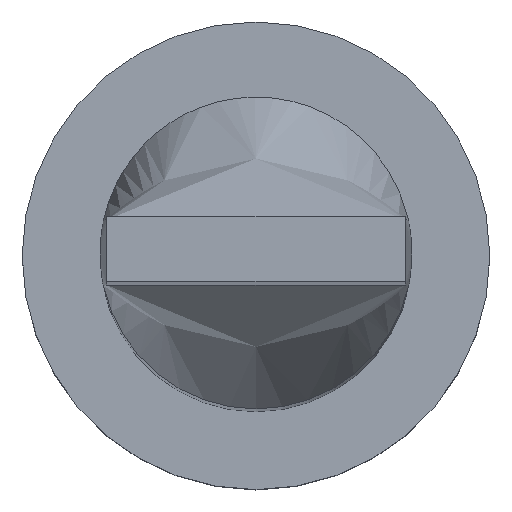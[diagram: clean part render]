
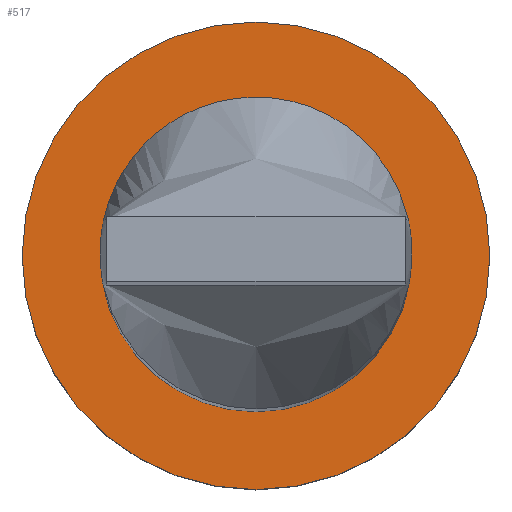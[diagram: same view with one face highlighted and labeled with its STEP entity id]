
A CAD part, top view. The second image highlights one B-rep face of the part: STEP entity #517.
In plain terms, the highlighted planar face has unit normal (0, 0, 1).
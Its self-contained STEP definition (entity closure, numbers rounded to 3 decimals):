
#40 = EDGE_CURVE ( 'NONE', #205, #430, #507, .T. ) ;
#41 = CARTESIAN_POINT ( 'NONE',  ( 0., 0., 7. ) ) ;
#53 = DIRECTION ( 'NONE',  ( 1., 0., 0. ) ) ;
#65 = DIRECTION ( 'NONE',  ( 0., 0., 1. ) ) ;
#83 = EDGE_CURVE ( 'NONE', #558, #447, #184, .T. ) ;
#107 = EDGE_CURVE ( 'NONE', #430, #205, #252, .T. ) ;
#116 = ORIENTED_EDGE ( 'NONE', *, *, #107, .T. ) ;
#127 = ORIENTED_EDGE ( 'NONE', *, *, #83, .F. ) ;
#178 = DIRECTION ( 'NONE',  ( 1., 0., 0. ) ) ;
#181 = CARTESIAN_POINT ( 'NONE',  ( -6., 0., 7. ) ) ;
#184 = CIRCLE ( 'NONE', #531, 6. ) ;
#186 = ORIENTED_EDGE ( 'NONE', *, *, #40, .T. ) ;
#199 = CARTESIAN_POINT ( 'NONE',  ( -9., 0., 7. ) ) ;
#205 = VERTEX_POINT ( 'NONE', #226 ) ;
#214 = CARTESIAN_POINT ( 'NONE',  ( 0., 0., 7. ) ) ;
#217 = ORIENTED_EDGE ( 'NONE', *, *, #584, .F. ) ;
#218 = CARTESIAN_POINT ( 'NONE',  ( 6., 0., 7. ) ) ;
#221 = PLANE ( 'NONE',  #408 ) ;
#226 = CARTESIAN_POINT ( 'NONE',  ( 9., 0., 7. ) ) ;
#237 = DIRECTION ( 'NONE',  ( 0., 0., 1. ) ) ;
#245 = DIRECTION ( 'NONE',  ( 1., 0., 0. ) ) ;
#252 = CIRCLE ( 'NONE', #588, 9. ) ;
#298 = CARTESIAN_POINT ( 'NONE',  ( 0., 0., 7. ) ) ;
#299 = DIRECTION ( 'NONE',  ( 0., 0., 1. ) ) ;
#302 = FACE_BOUND ( 'NONE', #509, .T. ) ;
#400 = AXIS2_PLACEMENT_3D ( 'NONE', #214, #499, #178 ) ;
#408 = AXIS2_PLACEMENT_3D ( 'NONE', #41, #299, #493 ) ;
#430 = VERTEX_POINT ( 'NONE', #199 ) ;
#447 = VERTEX_POINT ( 'NONE', #181 ) ;
#449 = DIRECTION ( 'NONE',  ( 1., 0., 0. ) ) ;
#453 = AXIS2_PLACEMENT_3D ( 'NONE', #516, #237, #53 ) ;
#455 = EDGE_LOOP ( 'NONE', ( #116, #186 ) ) ;
#487 = CARTESIAN_POINT ( 'NONE',  ( 0., 0., 7. ) ) ;
#493 = DIRECTION ( 'NONE',  ( 1., 0., 0. ) ) ;
#499 = DIRECTION ( 'NONE',  ( 0., 0., 1. ) ) ;
#507 = CIRCLE ( 'NONE', #453, 9. ) ;
#509 = EDGE_LOOP ( 'NONE', ( #217, #127 ) ) ;
#516 = CARTESIAN_POINT ( 'NONE',  ( 0., 0., 7. ) ) ;
#517 = ADVANCED_FACE ( 'NONE', ( #302, #548 ), #221, .T. ) ;
#531 = AXIS2_PLACEMENT_3D ( 'NONE', #487, #541, #245 ) ;
#541 = DIRECTION ( 'NONE',  ( 0., 0., 1. ) ) ;
#548 = FACE_OUTER_BOUND ( 'NONE', #455, .T. ) ;
#558 = VERTEX_POINT ( 'NONE', #218 ) ;
#560 = CIRCLE ( 'NONE', #400, 6. ) ;
#584 = EDGE_CURVE ( 'NONE', #447, #558, #560, .T. ) ;
#588 = AXIS2_PLACEMENT_3D ( 'NONE', #298, #65, #449 ) ;
